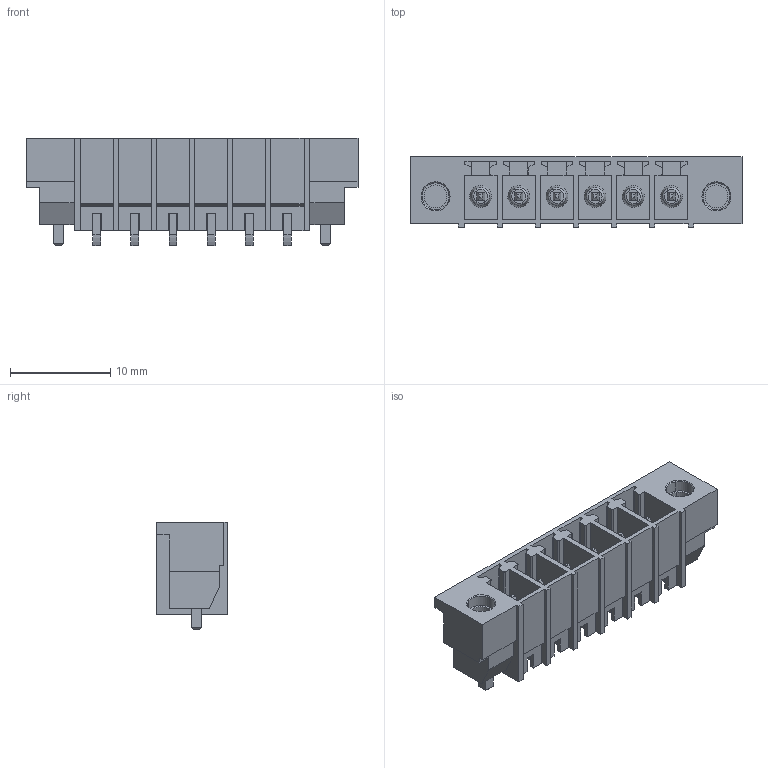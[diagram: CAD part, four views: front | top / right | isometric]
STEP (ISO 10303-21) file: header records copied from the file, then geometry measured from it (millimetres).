
FILE_DESCRIPTION(('CATIA V5 STEP Exchange','CAx-IF Rec.Pracs.--- Model Styling and Organization---1.2---2011-12-15'),'2;1');
FILE_NAME ('D1457756_0_1864260000_1864260000.stp','2018-10-12T11:41:23+00:00',('none'),('Weidmueller'),'CATIA Version 5-6 Release 2014','CATIA V5 STEP AP214','none');
FILE_SCHEMA(('AUTOMOTIVE_DESIGN { 1 0 10303 214 1 1 1 1 }'));
Length unit declared in the file: millimetre
Products named in the file (1): 1864260000
Bounding box: 33.15 x 7.07 x 10.7 mm (x, y, z)
Volume: 968.6 mm3; surface area: 2555.6 mm2
Topology: 9 solids, 9 shells, 466 faces, 1302 edges, 876 vertices
Faces by surface type: plane 372, cylinder 66, cone 16, torus 12
Entity records: 13723 total; most frequent: ORIENTED_EDGE 2604, CARTESIAN_POINT 2517, DIRECTION 1798, EDGE_CURVE 1302, VECTOR 1114, LINE 1114, VERTEX_POINT 876, EDGE_LOOP 500
